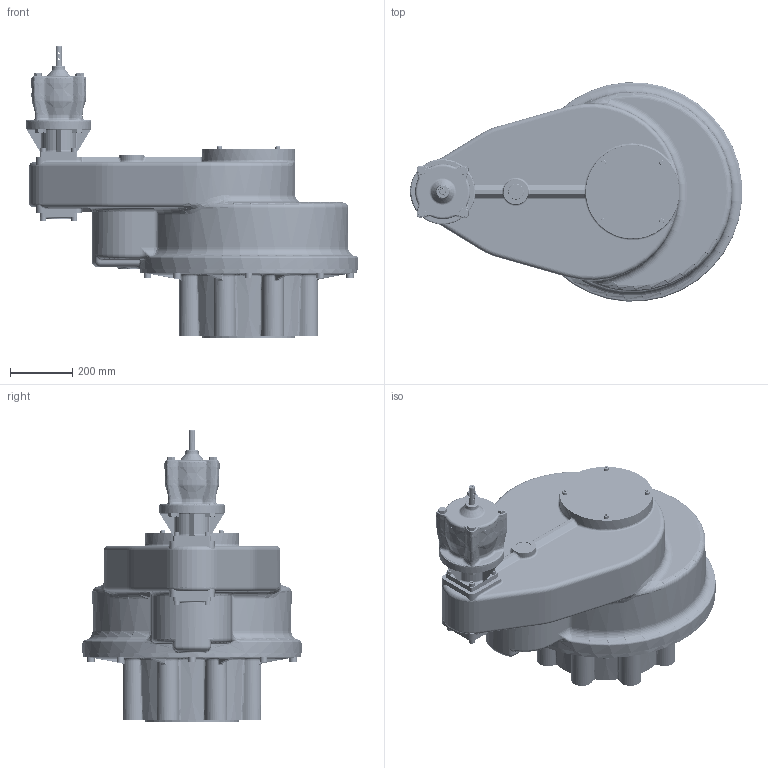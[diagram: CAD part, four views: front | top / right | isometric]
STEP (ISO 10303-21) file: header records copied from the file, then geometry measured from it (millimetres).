
FILE_DESCRIPTION(/* description */ ('Unknown'),/* implementation_level */ '2;1');
FILE_NAME(/* name */ 'PUB-HOS18MPR28-662.4-MAN-F40_SOLID_0-1',/* time_stamp */ '2019-10-22T11:44:34+01:00',/* author */ ('Unknown'),/* organization */ ('Unknown'),/* preprocessor_version */ 'ST-DEVELOPER v16.7',/* originating_system */ 'DEX',/* authorisation */ $);
FILE_SCHEMA (('AUTOMOTIVE_DESIGN {1 0 10303 214 3 1 1}'));
Products named in the file (1): PUB-HOS18MPR28-662.4-MAN-F40_SOLID_0-1
Bounding box: 1066.37 x 704.31 x 939.61 mm (x, y, z)
Volume: 148321680.7 mm3; surface area: 4432760.4 mm2
Topology: 4 solids, 4 shells, 7961 faces, 23325 edges, 14975 vertices
Faces by surface type: cylinder 3327, plane 3005, bspline 690, cone 445, torus 424, sphere 70
Full cylindrical faces by diameter (mm): 0.1 x1, 2.5 x2, 4.917 x6, 5 x3, 6 x6, 15 x3, 16 x4, 17 x3, 18 x8, 20 x3, 21.998 x46, 22.098 x1, 23 x2, 24 x8, 25 x4, 26 x2, 28 x3, 30 x1, 32 x8, 36 x1, 50 x1, 60 x1, 80 x2, 130 x1, 138 x1, 162 x1, 165 x1, 165.5 x1, 169.58 x2, 169.9 x1
Entity records: 291338 total; most frequent: CARTESIAN_POINT 87062, ORIENTED_EDGE 45226, DIRECTION 41010, EDGE_CURVE 22613, AXIS2_PLACEMENT_3D 16252, VERTEX_POINT 14811, CIRCLE 8952, FACE_BOUND 8846
